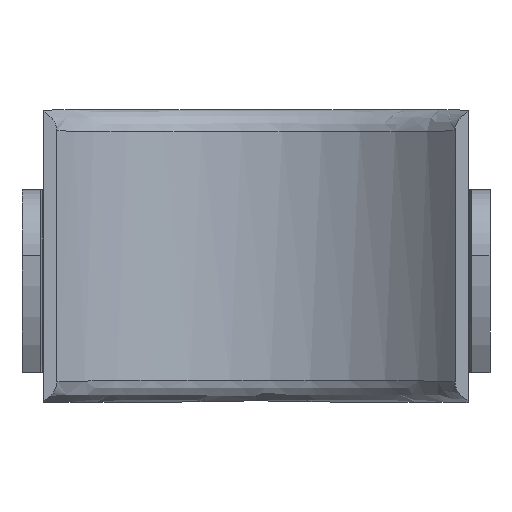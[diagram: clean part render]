
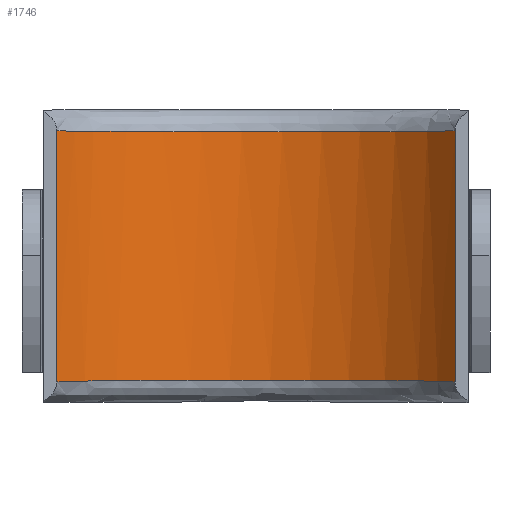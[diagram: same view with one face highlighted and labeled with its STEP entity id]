
A CAD part, front view. The second image highlights one B-rep face of the part: STEP entity #1746.
In plain terms, the highlighted cylindrical face has radius 35 mm (diameter 70 mm), a partial arc.
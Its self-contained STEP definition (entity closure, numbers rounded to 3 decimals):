
#55 = CARTESIAN_POINT ( 'NONE',  ( 20.666, -6.723, 17.042 ) ) ;
#84 = DIRECTION ( 'NONE',  ( 0., 0., -1. ) ) ;
#86 = CARTESIAN_POINT ( 'NONE',  ( -5.204, -0.293, 16.999 ) ) ;
#104 = CARTESIAN_POINT ( 'NONE',  ( 6.488, -0.582, -16.999 ) ) ;
#137 = CARTESIAN_POINT ( 'NONE',  ( -27.221, -13., 20. ) ) ;
#238 = CARTESIAN_POINT ( 'NONE',  ( 5.193, -0.363, -16.999 ) ) ;
#437 = CARTESIAN_POINT ( 'NONE',  ( -2.635, -0.001, -16.999 ) ) ;
#448 = EDGE_LOOP ( 'NONE', ( #3876, #2491, #755, #6594 ) ) ;
#449 = CARTESIAN_POINT ( 'NONE',  ( 2.597, -0.072, -16.999 ) ) ;
#480 = CARTESIAN_POINT ( 'NONE',  ( 1.293, 0.001, -16.999 ) ) ;
#632 = CARTESIAN_POINT ( 'NONE',  ( 17.959, -4.952, 17.023 ) ) ;
#660 = CARTESIAN_POINT ( 'NONE',  ( -10.236, -1.505, 17.001 ) ) ;
#755 = ORIENTED_EDGE ( 'NONE', *, *, #4320, .F. ) ;
#841 = CARTESIAN_POINT ( 'NONE',  ( -5.204, -0.293, -16.999 ) ) ;
#892 = CARTESIAN_POINT ( 'NONE',  ( -8.987, -1.149, -17. ) ) ;
#935 = CARTESIAN_POINT ( 'NONE',  ( -10.236, -1.505, -17.001 ) ) ;
#958 = CARTESIAN_POINT ( 'NONE',  ( -12.709, -2.363, -17.004 ) ) ;
#1057 = VERTEX_POINT ( 'NONE', #3470 ) ;
#1078 = VERTEX_POINT ( 'NONE', #3606 ) ;
#1132 = DIRECTION ( 'NONE',  ( 0., 0., -1. ) ) ;
#1170 = CARTESIAN_POINT ( 'NONE',  ( -13.912, -2.858, -17.007 ) ) ;
#1222 = CARTESIAN_POINT ( 'NONE',  ( 16.253, -3.996, 17.014 ) ) ;
#1252 = CARTESIAN_POINT ( 'NONE',  ( -13.912, -2.858, 17.007 ) ) ;
#1334 = CARTESIAN_POINT ( 'NONE',  ( -17.414, -4.529, -17.018 ) ) ;
#1339 = CYLINDRICAL_SURFACE ( 'NONE', #2949, 35. ) ;
#1352 = FACE_OUTER_BOUND ( 'NONE', #448, .T. ) ;
#1418 = CARTESIAN_POINT ( 'NONE',  ( -19.61, -5.892, -17.03 ) ) ;
#1439 = CARTESIAN_POINT ( 'NONE',  ( -22.692, -8.321, -17.066 ) ) ;
#1624 = CARTESIAN_POINT ( 'NONE',  ( -27.221, -13., 17.164 ) ) ;
#1746 = ADVANCED_FACE ( 'NONE', ( #1352 ), #1339, .F. ) ;
#1775 = CARTESIAN_POINT ( 'NONE',  ( 26.81, -12.491, 17.151 ) ) ;
#1802 = CARTESIAN_POINT ( 'NONE',  ( 12.73, -2.293, 17.003 ) ) ;
#1826 = CARTESIAN_POINT ( 'NONE',  ( -19.61, -5.892, 17.03 ) ) ;
#1887 = EDGE_CURVE ( 'NONE', #1057, #1078, #5331, .T. ) ;
#1991 = CARTESIAN_POINT ( 'NONE',  ( 27.221, -13., 17.164 ) ) ;
#1997 = CARTESIAN_POINT ( 'NONE',  ( -23.671, -9.186, -17.08 ) ) ;
#2190 = CARTESIAN_POINT ( 'NONE',  ( -25.523, -11.016, -17.116 ) ) ;
#2300 = EDGE_CURVE ( 'NONE', #2479, #1057, #4070, .T. ) ;
#2376 = CARTESIAN_POINT ( 'NONE',  ( 26.384, -11.994, 17.139 ) ) ;
#2409 = CARTESIAN_POINT ( 'NONE',  ( 6.488, -0.582, 16.999 ) ) ;
#2438 = CARTESIAN_POINT ( 'NONE',  ( -23.671, -9.186, 17.08 ) ) ;
#2479 = VERTEX_POINT ( 'NONE', #1624 ) ;
#2491 = ORIENTED_EDGE ( 'NONE', *, *, #1887, .T. ) ;
#2849 = CARTESIAN_POINT ( 'NONE',  ( -27.221, -13., -17.164 ) ) ;
#2949 = AXIS2_PLACEMENT_3D ( 'NONE', #6578, #1132, #5216 ) ;
#2950 = CARTESIAN_POINT ( 'NONE',  ( 25.053, -10.551, 17.107 ) ) ;
#2958 = CARTESIAN_POINT ( 'NONE',  ( 27.221, -13., 20. ) ) ;
#2974 = CARTESIAN_POINT ( 'NONE',  ( 2.597, -0.072, 16.999 ) ) ;
#2995 = CARTESIAN_POINT ( 'NONE',  ( -26.398, -11.982, 17.138 ) ) ;
#3077 = CARTESIAN_POINT ( 'NONE',  ( -26.398, -11.982, -17.138 ) ) ;
#3470 = CARTESIAN_POINT ( 'NONE',  ( -27.221, -13., -17.164 ) ) ;
#3513 = CARTESIAN_POINT ( 'NONE',  ( 22.693, -8.322, 17.066 ) ) ;
#3540 = CARTESIAN_POINT ( 'NONE',  ( -2.635, -0.001, 16.999 ) ) ;
#3606 = CARTESIAN_POINT ( 'NONE',  ( 27.221, -13., -17.164 ) ) ;
#3876 = ORIENTED_EDGE ( 'NONE', *, *, #2300, .T. ) ;
#4070 = LINE ( 'NONE', #137, #4835 ) ;
#4071 = CARTESIAN_POINT ( 'NONE',  ( 19.609, -5.98, 17.033 ) ) ;
#4092 = CARTESIAN_POINT ( 'NONE',  ( -8.987, -1.149, 17. ) ) ;
#4320 = EDGE_CURVE ( 'NONE', #6116, #1078, #6329, .T. ) ;
#4618 = CARTESIAN_POINT ( 'NONE',  ( 17.398, -4.623, 17.02 ) ) ;
#4641 = CARTESIAN_POINT ( 'NONE',  ( -12.709, -2.363, 17.004 ) ) ;
#4835 = VECTOR ( 'NONE', #84, 1000. ) ;
#5216 = DIRECTION ( 'NONE',  ( -1., 0., 0. ) ) ;
#5223 = CARTESIAN_POINT ( 'NONE',  ( 15.669, -3.697, 17.012 ) ) ;
#5235 = DIRECTION ( 'NONE',  ( 0., 0., -1. ) ) ;
#5252 = CARTESIAN_POINT ( 'NONE',  ( -17.414, -4.529, 17.018 ) ) ;
#5295 = EDGE_CURVE ( 'NONE', #6116, #2479, #7496, .T. ) ;
#5331 = B_SPLINE_CURVE_WITH_KNOTS ( 'NONE', 3,
 ( #2849, #3077, #2190, #1997, #1439, #1418, #1334, #1170, #958, #935, #892, #841, #437, #480, #449, #238, #104, #7492, #7466, #7431, #7414, #7403, #7374, #7348, #7314, #7289, #7264, #7241, #7196, #7171, #7148, #7106 ),
 .UNSPECIFIED., .F., .F.,
 ( 4, 2, 2, 2, 2, 2, 2, 2, 2, 2, 2, 2, 2, 2, 2, 4 ),
 ( 0., 0.004, 0.008, 0.016, 0.02, 0.023, 0.031, 0.035, 0.039, 0.047, 0.049, 0.051, 0.055, 0.059, 0.061, 0.062 ),
 .UNSPECIFIED. ) ;
#5788 = CARTESIAN_POINT ( 'NONE',  ( 27.221, -13., 17.164 ) ) ;
#5813 = CARTESIAN_POINT ( 'NONE',  ( 10.287, -1.445, 17.001 ) ) ;
#5836 = CARTESIAN_POINT ( 'NONE',  ( -22.692, -8.321, 17.066 ) ) ;
#6116 = VERTEX_POINT ( 'NONE', #1991 ) ;
#6319 = VECTOR ( 'NONE', #5235, 1000. ) ;
#6329 = LINE ( 'NONE', #2958, #6319 ) ;
#6384 = CARTESIAN_POINT ( 'NONE',  ( 25.506, -11.024, 17.117 ) ) ;
#6406 = CARTESIAN_POINT ( 'NONE',  ( 5.193, -0.363, 16.999 ) ) ;
#6438 = CARTESIAN_POINT ( 'NONE',  ( -25.523, -11.016, 17.116 ) ) ;
#6578 = CARTESIAN_POINT ( 'NONE',  ( 0., -35., 20. ) ) ;
#6594 = ORIENTED_EDGE ( 'NONE', *, *, #5295, .T. ) ;
#6972 = CARTESIAN_POINT ( 'NONE',  ( 23.663, -9.179, 17.08 ) ) ;
#7001 = CARTESIAN_POINT ( 'NONE',  ( 1.293, 0.001, 16.999 ) ) ;
#7025 = CARTESIAN_POINT ( 'NONE',  ( -27.221, -13., 17.164 ) ) ;
#7106 = CARTESIAN_POINT ( 'NONE',  ( 27.221, -13., -17.164 ) ) ;
#7148 = CARTESIAN_POINT ( 'NONE',  ( 26.81, -12.491, -17.151 ) ) ;
#7171 = CARTESIAN_POINT ( 'NONE',  ( 26.384, -11.994, -17.139 ) ) ;
#7196 = CARTESIAN_POINT ( 'NONE',  ( 25.506, -11.024, -17.117 ) ) ;
#7241 = CARTESIAN_POINT ( 'NONE',  ( 25.053, -10.551, -17.107 ) ) ;
#7264 = CARTESIAN_POINT ( 'NONE',  ( 23.663, -9.179, -17.08 ) ) ;
#7289 = CARTESIAN_POINT ( 'NONE',  ( 22.693, -8.322, -17.066 ) ) ;
#7314 = CARTESIAN_POINT ( 'NONE',  ( 20.666, -6.723, -17.042 ) ) ;
#7348 = CARTESIAN_POINT ( 'NONE',  ( 19.609, -5.98, -17.033 ) ) ;
#7374 = CARTESIAN_POINT ( 'NONE',  ( 17.959, -4.952, -17.023 ) ) ;
#7403 = CARTESIAN_POINT ( 'NONE',  ( 17.398, -4.623, -17.02 ) ) ;
#7414 = CARTESIAN_POINT ( 'NONE',  ( 16.253, -3.996, -17.014 ) ) ;
#7431 = CARTESIAN_POINT ( 'NONE',  ( 15.669, -3.697, -17.012 ) ) ;
#7466 = CARTESIAN_POINT ( 'NONE',  ( 12.73, -2.293, -17.003 ) ) ;
#7492 = CARTESIAN_POINT ( 'NONE',  ( 10.287, -1.445, -17.001 ) ) ;
#7496 = B_SPLINE_CURVE_WITH_KNOTS ( 'NONE', 3,
 ( #5788, #1775, #2376, #6384, #2950, #6972, #3513, #55, #4071, #632, #4618, #1222, #5223, #1802, #5813, #2409, #6406, #2974, #7001, #3540, #86, #4092, #660, #4641, #1252, #5252, #1826, #5836, #2438, #6438, #2995, #7025 ),
 .UNSPECIFIED., .F., .F.,
 ( 4, 2, 2, 2, 2, 2, 2, 2, 2, 2, 2, 2, 2, 2, 2, 4 ),
 ( 0., 0.002, 0.004, 0.008, 0.012, 0.014, 0.016, 0.024, 0.027, 0.031, 0.039, 0.043, 0.047, 0.055, 0.059, 0.063 ),
 .UNSPECIFIED. ) ;
